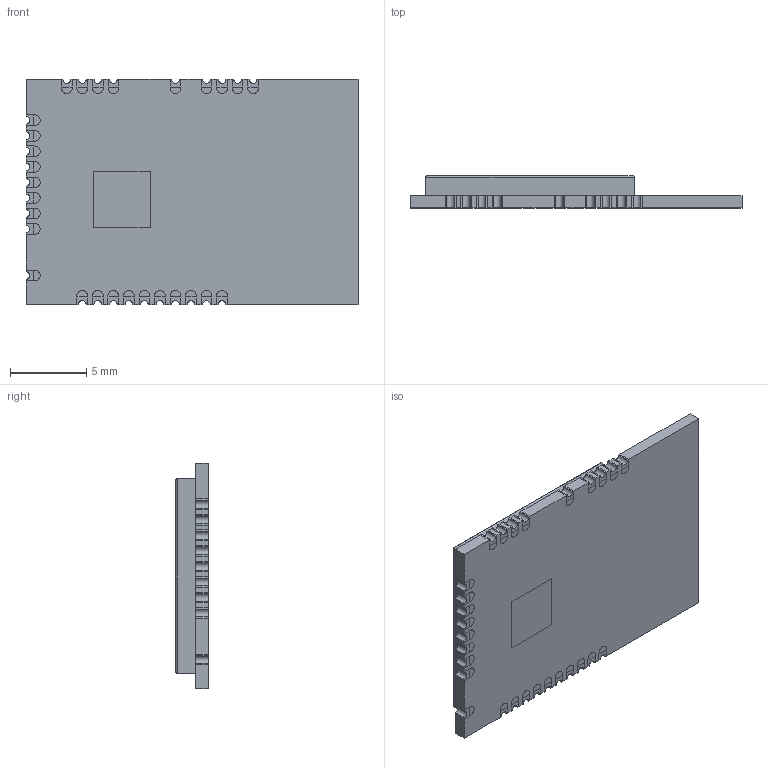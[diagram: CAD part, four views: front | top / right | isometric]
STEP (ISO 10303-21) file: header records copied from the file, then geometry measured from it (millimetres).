
FILE_DESCRIPTION (( 'STEP AP214' ), '1' );
FILE_NAME ('User Library-ATWINC1500-MR210PB.STEP', '2019-12-14T05:18:44', ( '' ), ( '' ), 'SwSTEP 2.0', 'SolidWorks 2019', '' );
FILE_SCHEMA (( 'AUTOMOTIVE_DESIGN' ));
Length unit declared in the file: millimetre
Products named in the file (1): User Library-ATWINC1500-MR210PB
Bounding box: 21.72 x 2.11 x 14.73 mm (x, y, z)
Volume: 483.3 mm3; surface area: 766.4 mm2
Topology: 1 solids, 1 shells, 223 faces, 684 edges, 466 vertices
Faces by surface type: plane 181, cylinder 42
Entity records: 10109 total; most frequent: CARTESIAN_POINT 1386, ORIENTED_EDGE 1368, DIRECTION 1232, EDGE_CURVE 684, VECTOR 576, LINE 576, VERTEX_POINT 466, AXIS2_PLACEMENT_3D 328
